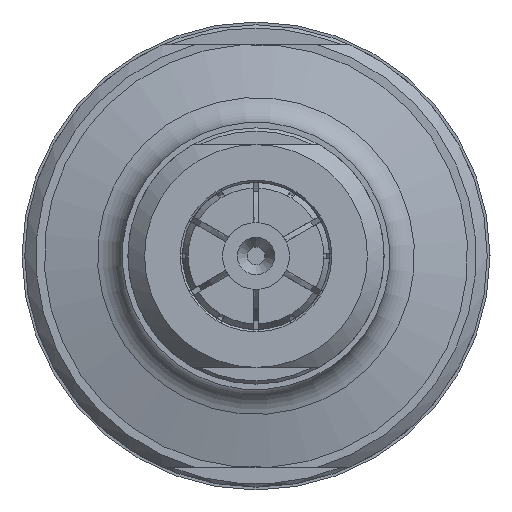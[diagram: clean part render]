
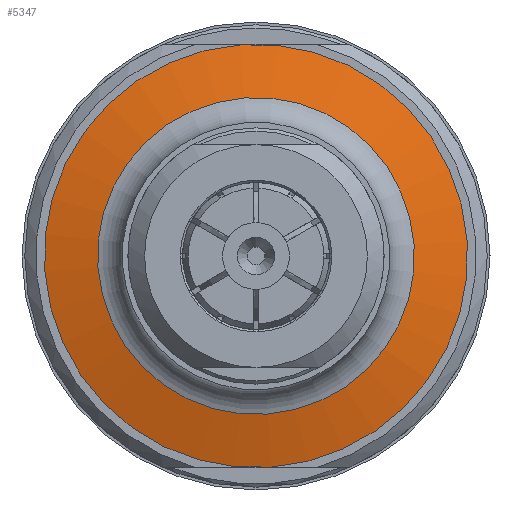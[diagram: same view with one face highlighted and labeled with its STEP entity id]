
A CAD part, left-side view. The second image highlights one B-rep face of the part: STEP entity #5347.
In plain terms, the highlighted conical face has half-angle 75 degrees and reference radius 16.612 mm.
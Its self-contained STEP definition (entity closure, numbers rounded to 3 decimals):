
#322=CONICAL_SURFACE('',#5718,16.612,1.309);
#650=CIRCLE('',#5717,19.);
#651=CIRCLE('',#5719,14.224);
#652=CIRCLE('',#5720,14.224);
#882=FACE_OUTER_BOUND('',#1173,.T.);
#1173=EDGE_LOOP('',(#3678,#3679,#3680,#3681,#3682));
#1471=LINE('',#7841,#1846);
#1846=VECTOR('',#6384,16.612);
#2268=VERTEX_POINT('',#7836);
#2269=VERTEX_POINT('',#7840);
#2270=VERTEX_POINT('',#7842);
#2810=EDGE_CURVE('',#2268,#2268,#650,.T.);
#2811=EDGE_CURVE('',#2268,#2269,#1471,.T.);
#2812=EDGE_CURVE('',#2269,#2270,#651,.T.);
#2813=EDGE_CURVE('',#2270,#2269,#652,.T.);
#3678=ORIENTED_EDGE('',*,*,#2810,.F.);
#3679=ORIENTED_EDGE('',*,*,#2811,.T.);
#3680=ORIENTED_EDGE('',*,*,#2812,.T.);
#3681=ORIENTED_EDGE('',*,*,#2813,.T.);
#3682=ORIENTED_EDGE('',*,*,#2811,.F.);
#5347=ADVANCED_FACE('',(#882),#322,.T.);
#5717=AXIS2_PLACEMENT_3D('',#7838,#6380,#6381);
#5718=AXIS2_PLACEMENT_3D('',#7839,#6382,#6383);
#5719=AXIS2_PLACEMENT_3D('',#7843,#6385,#6386);
#5720=AXIS2_PLACEMENT_3D('',#7844,#6387,#6388);
#6380=DIRECTION('center_axis',(1.,0.,0.));
#6381=DIRECTION('ref_axis',(0.,0.697,0.717));
#6382=DIRECTION('center_axis',(1.,0.,0.));
#6383=DIRECTION('ref_axis',(0.,0.697,0.717));
#6384=DIRECTION('',(-0.259,0.674,0.692));
#6385=DIRECTION('center_axis',(1.,0.,0.));
#6386=DIRECTION('ref_axis',(0.,0.697,0.717));
#6387=DIRECTION('center_axis',(1.,0.,0.));
#6388=DIRECTION('ref_axis',(0.,0.697,0.717));
#7836=CARTESIAN_POINT('',(-52.6,-13.248,-13.619));
#7838=CARTESIAN_POINT('Origin',(-52.6,0.,0.));
#7839=CARTESIAN_POINT('Origin',(-53.24,0.,
0.));
#7840=CARTESIAN_POINT('',(-53.88,-9.918,-10.195));
#7841=CARTESIAN_POINT('',(-53.24,-11.583,-11.907));
#7842=CARTESIAN_POINT('',(-53.88,-10.195,9.918));
#7843=CARTESIAN_POINT('Origin',(-53.88,0.,
0.));
#7844=CARTESIAN_POINT('Origin',(-53.88,0.,
0.));
